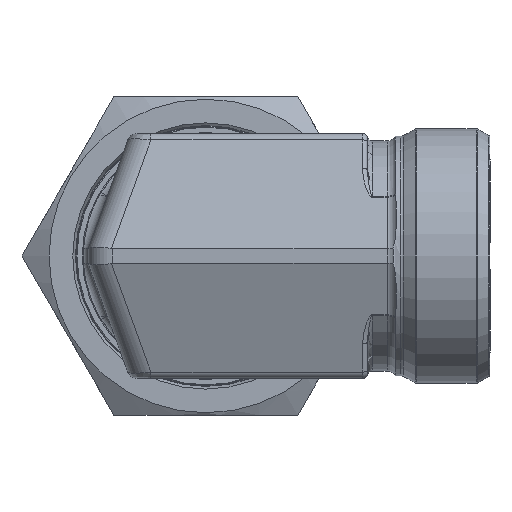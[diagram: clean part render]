
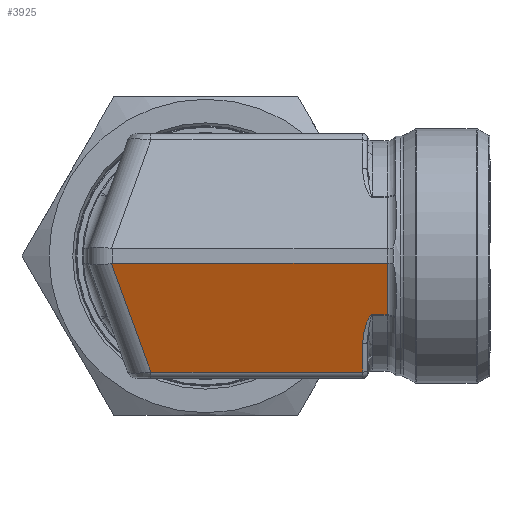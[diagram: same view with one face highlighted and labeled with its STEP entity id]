
A CAD part, left-side view. The second image highlights one B-rep face of the part: STEP entity #3925.
In plain terms, the highlighted planar face has unit normal (-0.94, 0, -0.342).
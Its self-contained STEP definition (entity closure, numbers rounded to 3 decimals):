
#213=FACE_OUTER_BOUND('',#1456,.T.);
#444=LINE('',#6869,#762);
#447=LINE('',#6875,#765);
#448=LINE('',#6878,#766);
#449=LINE('',#6881,#767);
#450=LINE('',#6883,#768);
#451=LINE('',#6885,#769);
#762=VECTOR('',#5437,1.);
#765=VECTOR('',#5442,1.);
#766=VECTOR('',#5443,1.);
#767=VECTOR('',#5446,1.);
#768=VECTOR('',#5447,1.);
#769=VECTOR('',#5448,1.);
#1177=PLANE('',#4866);
#1318=B_SPLINE_CURVE_WITH_KNOTS('',3,(#6887,#6888,#6889,#6890,#6891,#6892,
#6893,#6894,#6895,#6896,#6897,#6898,#6899,#6900),.UNSPECIFIED.,.F.,.F.,
(4,2,2,2,2,2,4),(0.,0.25,0.5,0.75,
0.875,0.938,1.),.UNSPECIFIED.);
#1456=EDGE_LOOP('',(#1900,#1901,#1902,#1903,#1904,#1905,#1906,#1907));
#1900=ORIENTED_EDGE('',*,*,#3139,.T.);
#1901=ORIENTED_EDGE('',*,*,#3140,.T.);
#1902=ORIENTED_EDGE('',*,*,#3136,.F.);
#1903=ORIENTED_EDGE('',*,*,#3141,.T.);
#1904=ORIENTED_EDGE('',*,*,#3142,.T.);
#1905=ORIENTED_EDGE('',*,*,#3143,.T.);
#1906=ORIENTED_EDGE('',*,*,#3144,.T.);
#1907=ORIENTED_EDGE('',*,*,#3145,.T.);
#3136=EDGE_CURVE('',#4433,#4434,#444,.T.);
#3139=EDGE_CURVE('',#4435,#4436,#447,.T.);
#3140=EDGE_CURVE('',#4436,#4434,#448,.T.);
#3141=EDGE_CURVE('',#4433,#4437,#4198,.T.);
#3142=EDGE_CURVE('',#4437,#4438,#449,.T.);
#3143=EDGE_CURVE('',#4438,#4439,#450,.T.);
#3144=EDGE_CURVE('',#4439,#4440,#451,.T.);
#3145=EDGE_CURVE('',#4440,#4435,#1318,.T.);
#3925=ADVANCED_FACE('',(#213),#1177,.T.);
#4198=ELLIPSE('',#4865,14.619,5.);
#4433=VERTEX_POINT('',#6870);
#4434=VERTEX_POINT('',#6871);
#4435=VERTEX_POINT('',#6876);
#4436=VERTEX_POINT('',#6877);
#4437=VERTEX_POINT('',#6880);
#4438=VERTEX_POINT('',#6882);
#4439=VERTEX_POINT('',#6884);
#4440=VERTEX_POINT('',#6886);
#4865=AXIS2_PLACEMENT_3D('',#6879,#5444,#5445);
#4866=AXIS2_PLACEMENT_3D('',#6901,#5449,#5450);
#5437=DIRECTION('',(0.,-1.,0.));
#5442=DIRECTION('',(0.,-1.,0.));
#5443=DIRECTION('',(-0.342,0.,0.94));
#5444=DIRECTION('',(-0.94,0.,-0.342));
#5445=DIRECTION('',(0.342,0.,-0.94));
#5446=DIRECTION('',(0.324,-0.324,-0.889));
#5447=DIRECTION('',(0.,-1.,0.));
#5448=DIRECTION('',(-0.342,0.,0.94));
#5449=DIRECTION('',(-0.94,0.,-0.342));
#5450=DIRECTION('',(0.342,0.,-0.94));
#6869=CARTESIAN_POINT('',(-24.,-4.5,-1.5));
#6870=CARTESIAN_POINT('',(-24.,19.,-1.5));
#6871=CARTESIAN_POINT('',(-24.,-37.,-1.5));
#6875=CARTESIAN_POINT('',(-20.17,-4.5,-12.023));
#6876=CARTESIAN_POINT('',(-20.17,-34.,-12.023));
#6877=CARTESIAN_POINT('',(-20.17,-37.,-12.023));
#6878=CARTESIAN_POINT('',(-24.,-37.,-1.5));
#6879=CARTESIAN_POINT('',(-19.,19.,-15.237));
#6880=CARTESIAN_POINT('',(-23.991,19.293,-1.524));
#6881=CARTESIAN_POINT('',(-21.507,16.809,-8.349));
#6882=CARTESIAN_POINT('',(-15.926,11.227,-23.684));
#6883=CARTESIAN_POINT('',(-15.926,-4.5,-23.684));
#6884=CARTESIAN_POINT('',(-15.926,-32.,-23.684));
#6885=CARTESIAN_POINT('',(-24.,-32.,-1.5));
#6886=CARTESIAN_POINT('',(-18.033,-32.,-17.894));
#6887=CARTESIAN_POINT('',(-18.033,-32.,-17.894));
#6888=CARTESIAN_POINT('',(-18.229,-32.,-17.357));
#6889=CARTESIAN_POINT('',(-18.421,-32.045,-16.827));
#6890=CARTESIAN_POINT('',(-18.803,-32.198,-15.779));
#6891=CARTESIAN_POINT('',(-18.992,-32.307,-15.261));
#6892=CARTESIAN_POINT('',(-19.365,-32.585,-14.234));
#6893=CARTESIAN_POINT('',(-19.552,-32.752,-13.721));
#6894=CARTESIAN_POINT('',(-19.822,-33.08,-12.98));
#6895=CARTESIAN_POINT('',(-19.91,-33.2,-12.738));
#6896=CARTESIAN_POINT('',(-20.033,-33.43,-12.398));
#6897=CARTESIAN_POINT('',(-20.073,-33.516,-12.288));
#6898=CARTESIAN_POINT('',(-20.141,-33.723,-12.102));
#6899=CARTESIAN_POINT('',(-20.17,-33.854,-12.023));
#6900=CARTESIAN_POINT('',(-20.17,-34.,-12.023));
#6901=CARTESIAN_POINT('',(-24.,-4.5,-1.5));
